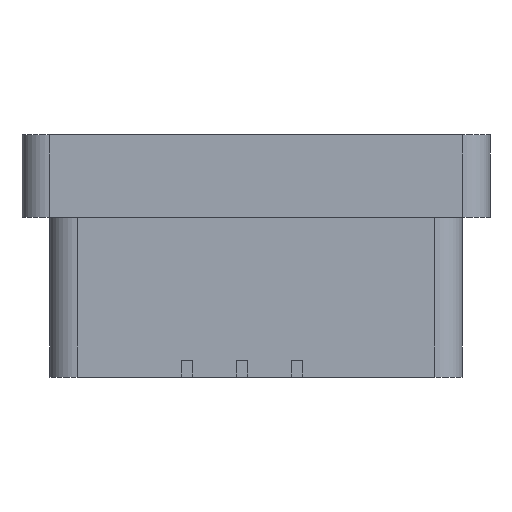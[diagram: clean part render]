
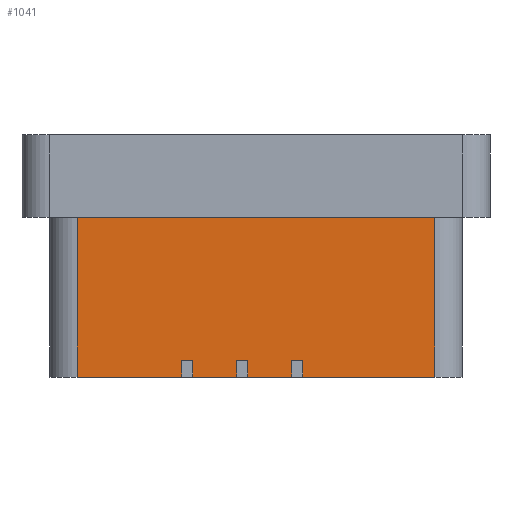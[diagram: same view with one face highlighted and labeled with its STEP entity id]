
A CAD part, front view. The second image highlights one B-rep face of the part: STEP entity #1041.
In plain terms, the highlighted planar face has unit normal (0, -1, 0).
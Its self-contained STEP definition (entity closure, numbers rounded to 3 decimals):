
#47=PLANE('',#1155);
#105=FACE_OUTER_BOUND('',#169,.T.);
#169=EDGE_LOOP('',(#765,#766,#767,#768));
#240=LINE('',#1567,#368);
#241=LINE('',#1571,#369);
#242=LINE('',#1575,#370);
#243=LINE('',#1576,#371);
#368=VECTOR('',#1259,10.);
#369=VECTOR('',#1264,10.);
#370=VECTOR('',#1269,10.);
#371=VECTOR('',#1270,10.);
#514=VERTEX_POINT('',#1564);
#515=VERTEX_POINT('',#1566);
#516=VERTEX_POINT('',#1570);
#517=VERTEX_POINT('',#1574);
#612=EDGE_CURVE('',#515,#514,#240,.T.);
#614=EDGE_CURVE('',#515,#516,#241,.T.);
#616=EDGE_CURVE('',#517,#514,#242,.T.);
#617=EDGE_CURVE('',#516,#517,#243,.T.);
#765=ORIENTED_EDGE('',*,*,#614,.F.);
#766=ORIENTED_EDGE('',*,*,#612,.T.);
#767=ORIENTED_EDGE('',*,*,#616,.F.);
#768=ORIENTED_EDGE('',*,*,#617,.F.);
#1041=ADVANCED_FACE('',(#105),#47,.T.);
#1155=AXIS2_PLACEMENT_3D('',#1573,#1267,#1268);
#1259=DIRECTION('',(-1.,0.,0.));
#1264=DIRECTION('',(0.,0.,-1.));
#1267=DIRECTION('center_axis',(0.,-1.,0.));
#1268=DIRECTION('ref_axis',(1.,0.,0.));
#1269=DIRECTION('',(0.,0.,1.));
#1270=DIRECTION('',(-1.,0.,0.));
#1564=CARTESIAN_POINT('',(-3.25,-1.,2.9));
#1566=CARTESIAN_POINT('',(3.25,-1.,2.9));
#1567=CARTESIAN_POINT('',(-1.875,-1.,2.9));
#1570=CARTESIAN_POINT('',(3.25,-1.,0.));
#1571=CARTESIAN_POINT('',(3.25,-1.,0.));
#1573=CARTESIAN_POINT('Origin',(-3.75,-1.,0.));
#1574=CARTESIAN_POINT('',(-3.25,-1.,0.));
#1575=CARTESIAN_POINT('',(-3.25,-1.,0.));
#1576=CARTESIAN_POINT('',(3.75,-1.,0.));
